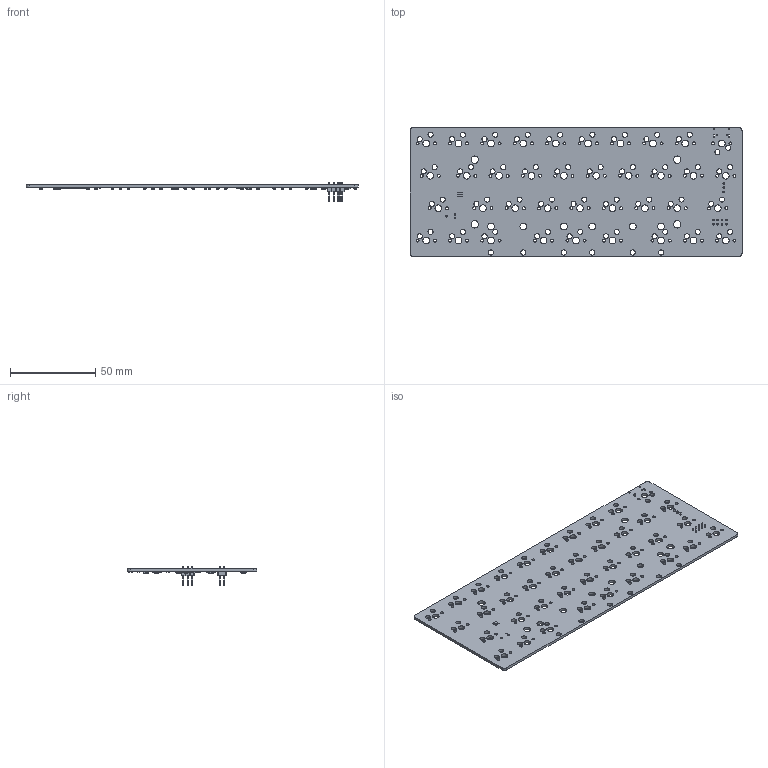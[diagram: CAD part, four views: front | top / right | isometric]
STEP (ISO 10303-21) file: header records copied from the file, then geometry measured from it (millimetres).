
FILE_DESCRIPTION(('KiCad electronic assembly'),'2;1');
FILE_NAME('qaz.STEP','2024-08-15T13:20:23',('Pcbnew'),('Kicad'), 'Open CASCADE STEP processor 7.8','KiCad to STEP converter','Unknown' );
FILE_SCHEMA(('AUTOMOTIVE_DESIGN { 1 0 10303 214 1 1 1 1 }'));
Length unit declared in the file: millimetre
Products named in the file (28): qaz 1; PinHeader_1x03_P2.54mm_Vertical; PinHeader_1x03_P254mm_Vertical; PinHeader_2x04_P2.54mm_Vertical; PinHeader_2x04_P254mm_Vertical; R_0402_1005Metric; D_SOD-123; D_SOD_123; R_0603_1608Metric; C_0402_1005Metric; QFN-56-1EP_7x7mm_P0.4mm_EP5.6x5.6mm; QFN-56-1EP_7x7mm_Pitch0.4mm; SOT-23-6; SOT_23_6; SOT-23-5; SOT_23_5; C_0603_1608Metric; Crystal_SMD_3225-4Pin_3.2x2.5mm; SOT-23; SOT_23; Fuse_1206_3216Metric; qaz_PCB
Assembly tree (86 placements, depth 3):
  qaz 1
    PinHeader_1x03_P2.54mm_Vertical
      PinHeader_1x03_P254mm_Vertical
    PinHeader_2x04_P2.54mm_Vertical
      PinHeader_2x04_P254mm_Vertical
    R_0402_1005Metric  x3
      R_0402_1005Metric
    D_SOD-123  x37
      D_SOD_123
    R_0603_1608Metric  x5
      R_0603_1608Metric
    C_0402_1005Metric  x18
      C_0402_1005Metric
    QFN-56-1EP_7x7mm_P0.4mm_EP5.6x5.6mm
      QFN-56-1EP_7x7mm_Pitch0.4mm
    SOT-23-6
      SOT_23_6
    SOT-23-5
      SOT_23_5
    C_0603_1608Metric
      C_0603_1608Metric
    Crystal_SMD_3225-4Pin_3.2x2.5mm
      Crystal_SMD_3225-4Pin_3.2x2.5mm
    SOT-23
      SOT_23
    Fuse_1206_3216Metric
      Fuse_1206_3216Metric
    qaz_PCB
Bounding box: 195.26 x 76.2 x 11.54 mm (x, y, z)
Volume: 22074.7 mm3; surface area: 32423.1 mm2
Topology: 73 solids, 73 shells, 4437 faces, 10980 edges, 6790 vertices
Faces by surface type: plane 2425, bspline 1048, cylinder 964
Full cylindrical faces by diameter (mm): 0.35 x9, 0.5 x1, 0.65 x2, 0.991 x3, 1 x11, 1.702 x76, 3 x76, 3.048 x6, 3.988 x44, 4.3 x4
Entity records: 52773 total; most frequent: CARTESIAN_POINT 8074, ORIENTED_EDGE 7464, DIRECTION 7188, EDGE_CURVE 3732, LINE 2756, VECTOR 2756, VERTEX_POINT 2398, AXIS2_PLACEMENT_3D 2216
